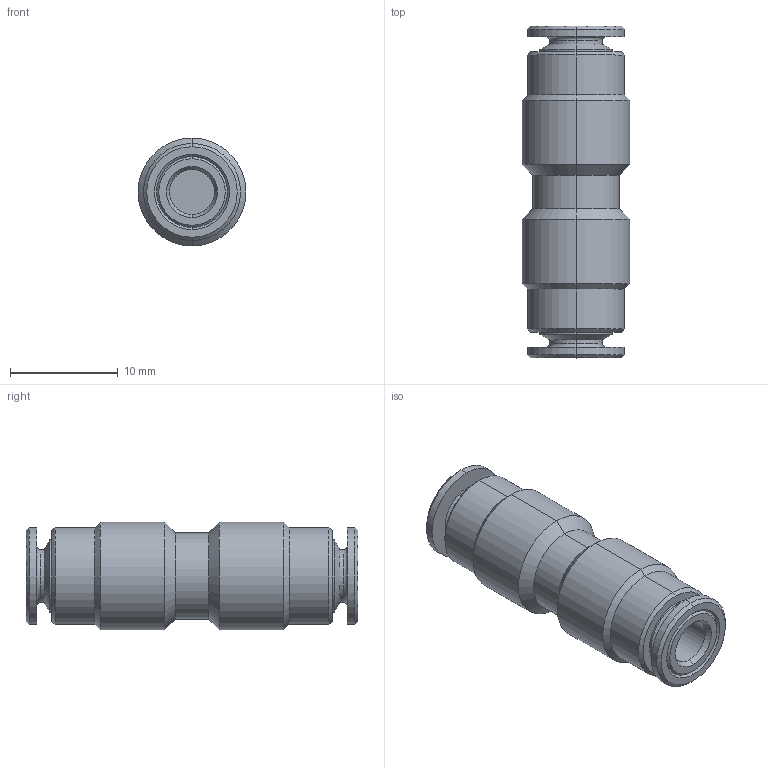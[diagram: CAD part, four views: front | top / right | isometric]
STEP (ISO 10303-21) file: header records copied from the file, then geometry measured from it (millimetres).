
FILE_DESCRIPTION (( 'STEP AP203' ), '1' );
FILE_NAME ('M0160010.STEP', '2010-08-05T07:31:43', ( '' ), ( 'sopra-pneumatic' ), 'SwSTEP 2.0', 'SolidWorks 2009', '' );
FILE_SCHEMA (( 'CONFIG_CONTROL_DESIGN' ));
Length unit declared in the file: millimetre
Products named in the file (1): M0160010
Bounding box: 10 x 30.77 x 10 mm (x, y, z)
Volume: 1594.6 mm3; surface area: 1549.6 mm2
Topology: 1 solids, 1 shells, 72 faces, 146 edges, 84 vertices
Faces by surface type: cone 32, cylinder 26, plane 10, torus 4
Entity records: 1955 total; most frequent: DIRECTION 380, CARTESIAN_POINT 303, ORIENTED_EDGE 292, AXIS2_PLACEMENT_3D 161, EDGE_CURVE 146, CIRCLE 88, VERTEX_POINT 84, EDGE_LOOP 80
